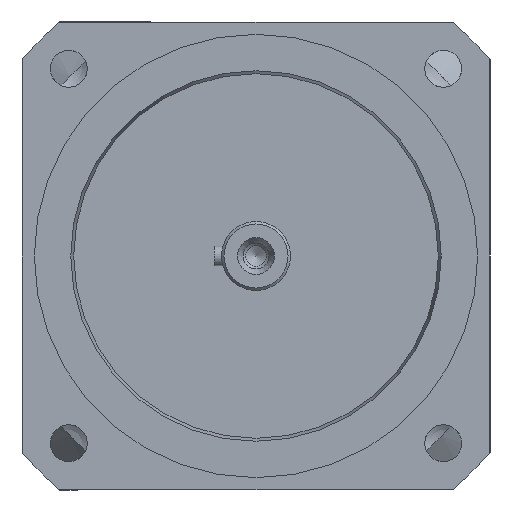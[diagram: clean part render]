
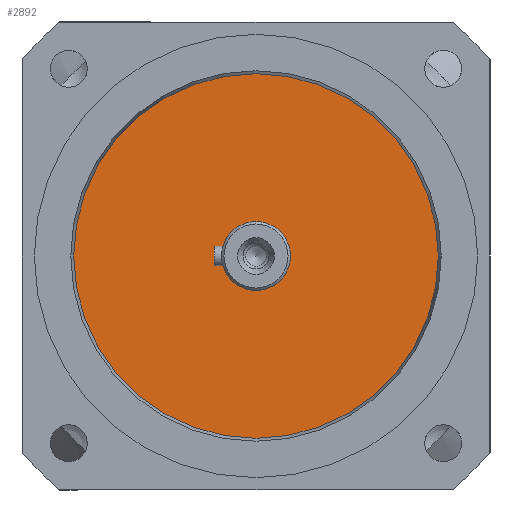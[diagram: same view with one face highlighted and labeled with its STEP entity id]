
A CAD part, left-side view. The second image highlights one B-rep face of the part: STEP entity #2892.
In plain terms, the highlighted planar face has unit normal (-1, 0, 0).
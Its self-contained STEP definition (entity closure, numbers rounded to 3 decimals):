
#2621=CARTESIAN_POINT('',(-70.5,0.,14.));
#2622=VERTEX_POINT('',#2621);
#2623=CARTESIAN_POINT('',(-70.5,0.0,0.0));
#2624=DIRECTION('',(1.0,0.0,0.0));
#2625=DIRECTION('',(0.0,0.0,-1.0));
#2626=AXIS2_PLACEMENT_3D('',#2623,#2624,#2625);
#2627=CIRCLE('',#2626,14.);
#2628=EDGE_CURVE('',#2622,#2622,#2627,.T.);
#2866=CARTESIAN_POINT('',(-70.5,74.0,0.0));
#2867=VERTEX_POINT('',#2866);
#2868=CARTESIAN_POINT('',(-70.5,0.0,0.0));
#2869=DIRECTION('',(-1.0,0.0,0.0));
#2870=DIRECTION('',(0.0,1.0,0.0));
#2871=AXIS2_PLACEMENT_3D('',#2868,#2869,#2870);
#2872=CIRCLE('',#2871,74.0);
#2873=EDGE_CURVE('',#2867,#2867,#2872,.T.);
#2881=CARTESIAN_POINT('',(-70.5,37.0,0.0));
#2882=DIRECTION('',(-1.0,0.0,0.0));
#2883=DIRECTION('',(0.0,0.0,1.0));
#2884=AXIS2_PLACEMENT_3D('',#2881,#2882,#2883);
#2885=PLANE('',#2884);
#2886=ORIENTED_EDGE('',*,*,#2873,.T.);
#2887=EDGE_LOOP('',(#2886));
#2888=FACE_OUTER_BOUND('',#2887,.T.);
#2889=ORIENTED_EDGE('',*,*,#2628,.T.);
#2890=EDGE_LOOP('',(#2889));
#2891=FACE_BOUND('',#2890,.T.);
#2892=ADVANCED_FACE('',(#2888,#2891),#2885,.T.);
